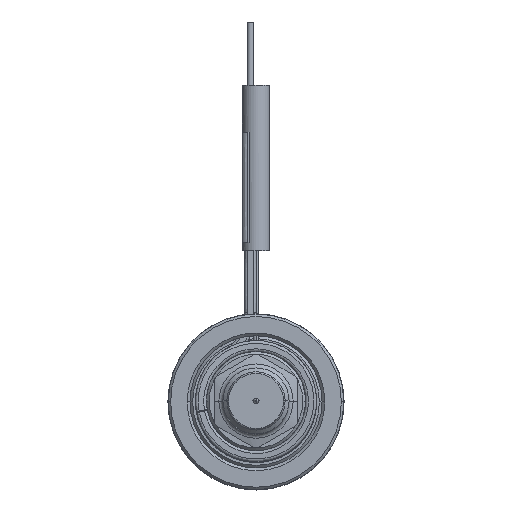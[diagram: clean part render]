
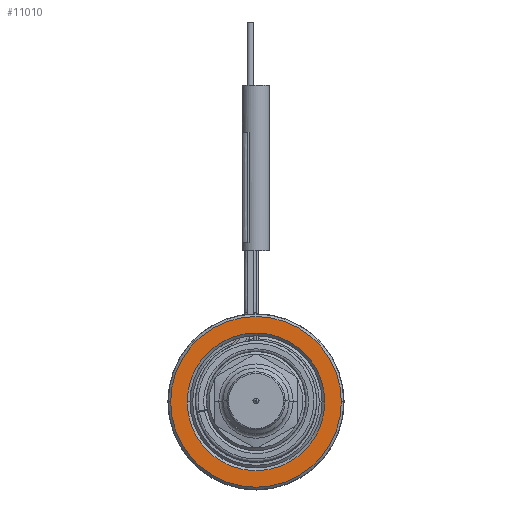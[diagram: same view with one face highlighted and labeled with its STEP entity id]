
A CAD part, top view. The second image highlights one B-rep face of the part: STEP entity #11010.
In plain terms, the highlighted planar face has unit normal (0, 0, 1).
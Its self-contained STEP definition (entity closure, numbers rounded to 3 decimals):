
#3044=CARTESIAN_POINT('',(0.,0.,25.));
#3045=DIRECTION('',(0.,0.,-1.));
#3046=DIRECTION('',(-1.,0.,0.));
#3047=AXIS2_PLACEMENT_3D('',#3044,#3045,#3046);
#3058=CARTESIAN_POINT('',(0.,0.,25.));
#3059=DIRECTION('',(0.,0.,-1.));
#3060=DIRECTION('',(1.,0.,0.));
#3061=AXIS2_PLACEMENT_3D('',#3058,#3059,#3060);
#3072=CARTESIAN_POINT('',(0.,0.,
25.));
#3073=DIRECTION('',(0.,0.,-1.));
#3074=DIRECTION('',(1.,0.,0.));
#3075=AXIS2_PLACEMENT_3D('',#3072,#3073,#3074);
#3086=CARTESIAN_POINT('',(0.,0.,25.));
#3087=DIRECTION('',(0.,0.,-1.));
#3088=DIRECTION('',(-1.,0.,0.));
#3089=AXIS2_PLACEMENT_3D('',#3086,#3087,#3088);
#6737=CARTESIAN_POINT('',(15.5,0.,25.));
#6738=CARTESIAN_POINT('',(-15.5,0.,
25.));
#6739=VERTEX_POINT('',#6737);
#6740=VERTEX_POINT('',#6738);
#6741=CARTESIAN_POINT('',(12.5,0.,25.));
#6742=CARTESIAN_POINT('',(-12.5,0.,25.));
#6743=VERTEX_POINT('',#6741);
#6744=VERTEX_POINT('',#6742);
#10995=CARTESIAN_POINT('',(0.,0.,25.));
#10996=DIRECTION('',(0.,0.,1.));
#10997=DIRECTION('',(-1.,0.,0.));
#10998=AXIS2_PLACEMENT_3D('',#10995,#10996,#10997);
#10999=PLANE('',#10998);
#11000=ORIENTED_EDGE('',*,*,#10977,.T.);
#11001=ORIENTED_EDGE('',*,*,#10962,.T.);
#11002=EDGE_LOOP('',(#11000,#11001));
#11003=FACE_OUTER_BOUND('',#11002,.F.);
#11005=ORIENTED_EDGE('',*,*,#11004,.F.);
#11007=ORIENTED_EDGE('',*,*,#11006,.F.);
#11008=EDGE_LOOP('',(#11005,#11007));
#11009=FACE_BOUND('',#11008,.F.);
#3048=CIRCLE('',#3047,15.5);
#3062=CIRCLE('',#3061,15.5);
#3076=CIRCLE('',#3075,12.5);
#3090=CIRCLE('',#3089,12.5);
#10962=EDGE_CURVE('',#6740,#6739,#3048,.T.);
#10977=EDGE_CURVE('',#6739,#6740,#3062,.T.);
#11004=EDGE_CURVE('',#6743,#6744,#3076,.T.);
#11006=EDGE_CURVE('',#6744,#6743,#3090,.T.);
#11010=ADVANCED_FACE('',(#11003,#11009),#10999,.T.);
